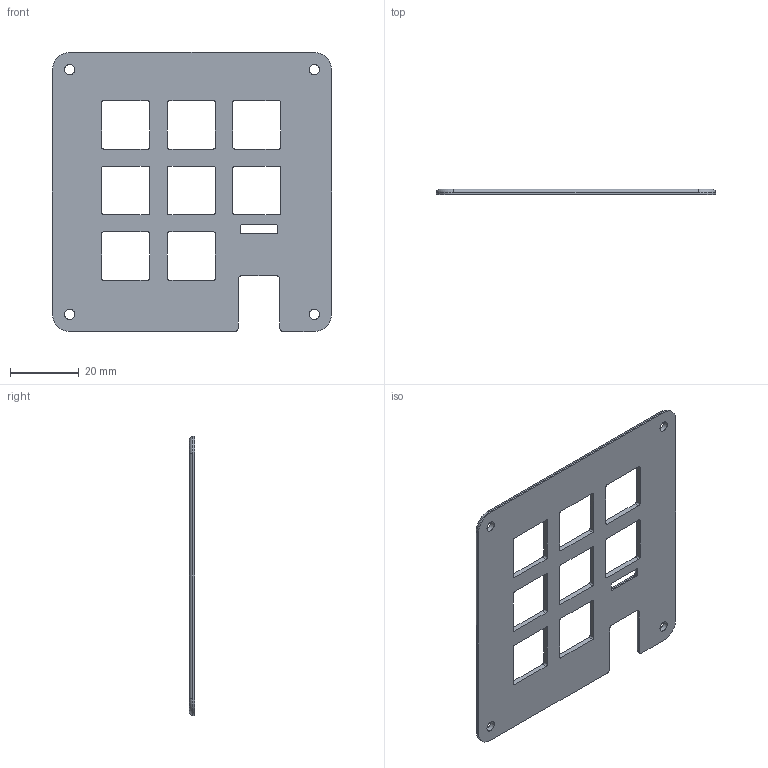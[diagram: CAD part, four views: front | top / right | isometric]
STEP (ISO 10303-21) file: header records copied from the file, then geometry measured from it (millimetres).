
FILE_DESCRIPTION(/* description */ (''),/* implementation_level */ '2;1');
FILE_NAME(/* name */ 'Hackclubtop.step',/* time_stamp */ '2025-12-11T09:37:24+05:00',/* author */ (''),/* organization */ (''),/* preprocessor_version */ 'ST-DEVELOPER v20.1',/* originating_system */ 'Autodesk Translation Framework v14.21.0.0',/* authorisation */ '');
FILE_SCHEMA (('AUTOMOTIVE_DESIGN { 1 0 10303 214 3 1 1 }'));
Length unit declared in the file: millimetre
Products named in the file (1): 2025-12-09-10-08-12-974
Bounding box: 81.1 x 1.5 x 81.1 mm (x, y, z)
Volume: 7024.8 mm3; surface area: 10590.2 mm2
Topology: 1 solids, 1 shells, 118 faces, 322 edges, 206 vertices
Faces by surface type: cylinder 60, plane 46, torus 10, sphere 2
Full cylindrical faces by diameter (mm): 3 x4
Entity records: 3840 total; most frequent: DIRECTION 690, CARTESIAN_POINT 647, ORIENTED_EDGE 644, EDGE_CURVE 322, AXIS2_PLACEMENT_3D 249, VERTEX_POINT 206, LINE 192, VECTOR 192
